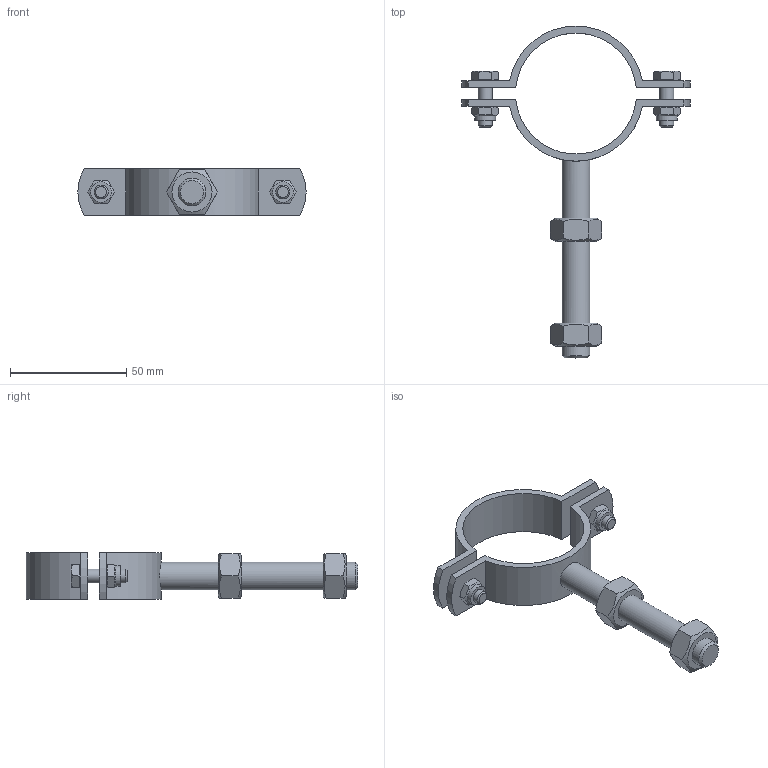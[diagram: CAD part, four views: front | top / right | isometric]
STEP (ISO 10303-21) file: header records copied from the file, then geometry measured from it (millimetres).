
FILE_DESCRIPTION((''),'2;1');
FILE_NAME('73600050X.stp','2010-09-13T09:56:06',('thilbrands'),(''),'Autodesk Inventor 2008','Autodesk Inventor 2008','');
FILE_SCHEMA(('AUTOMOTIVE_DESIGN { 1 0 10303 214 1 1 1 1 }'));
Length unit declared in the file: millimetre
Products named in the file (6): 73600010X; 091734000012-DN50; DIN 933 - ersetzt durch DIN EN 24017 M6  x 20; DIN 985 - ersetzt durch DIN EN ISO 10511 M6; 28674 M12
Assembly tree (8 placements, depth 2):
  73600010X
    091734000012-DN50
    091734000012-DN50
    DIN 933 - ersetzt durch DIN EN 24017 M6  x 20  x2
    DIN 985 - ersetzt durch DIN EN ISO 10511 M6  x2
    28674 M12  x2
Bounding box: 98 x 142.5 x 20 mm (x, y, z)
Volume: 30500.9 mm3; surface area: 19224.4 mm2
Topology: 8 solids, 8 shells, 123 faces, 276 edges, 174 vertices
Faces by surface type: plane 65, cone 33, cylinder 19, bspline 6
Full cylindrical faces by diameter (mm): 5.459 x2, 6 x2, 6.5 x4, 8.7 x2, 8.9 x2, 12 x1
Entity records: 2257 total; most frequent: CARTESIAN_POINT 551, DIRECTION 330, ORIENTED_EDGE 290, EDGE_CURVE 145, AXIS2_PLACEMENT_3D 137, EDGE_LOOP 112, VERTEX_POINT 105, FACE_OUTER_BOUND 75
